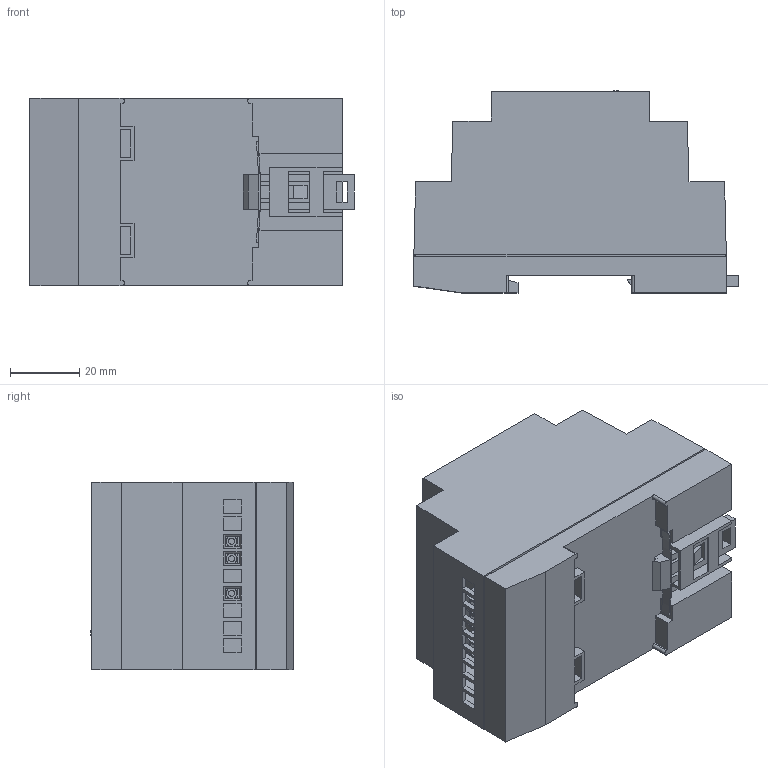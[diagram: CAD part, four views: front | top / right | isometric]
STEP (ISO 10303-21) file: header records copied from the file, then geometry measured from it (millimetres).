
FILE_DESCRIPTION (( 'STEP AP214' ), '1' );
FILE_NAME ('3D Ìîäåëü ÁÑÔ-Ä3.STEP', '2015-09-10T13:33:07', ( '' ), ( '' ), 'SwSTEP 2.0', 'SolidWorks 2013', '' );
FILE_SCHEMA (( 'AUTOMOTIVE_DESIGN' ));
Length unit declared in the file: millimetre
Products named in the file (6): 椯鴀殣罻; Êëåììà íèçêàÿ_11õ8õ5ìì; ﾈ淸韭瑣ⅱ; Çàùåëêà(Ä); Êîðïóñ Ä3-19; 3D Ìîäåëü ÁÑÔ-Ä3
Assembly tree (9 placements, depth 2):
  3D Ìîäåëü ÁÑÔ-Ä3
    Êîðïóñ Ä3-19
    Çàùåëêà(Ä)
    ﾈ淸韭瑣ⅱ
    Êëåììà íèçêàÿ_11õ8õ5ìì  x5
    椯鴀殣罻
Bounding box: 93.4 x 58.3 x 54 mm (x, y, z)
Volume: 167566.3 mm3; surface area: 44132.6 mm2
Topology: 9 solids, 9 shells, 940 faces, 2482 edges, 1647 vertices
Faces by surface type: plane 770, cylinder 101, bspline 67, sphere 2
Entity records: 40642 total; most frequent: CARTESIAN_POINT 15372, ORIENTED_EDGE 4132, DIRECTION 3512, EDGE_CURVE 2066, VECTOR 1786, LINE 1786, VERTEX_POINT 1375, EDGE_LOOP 923
